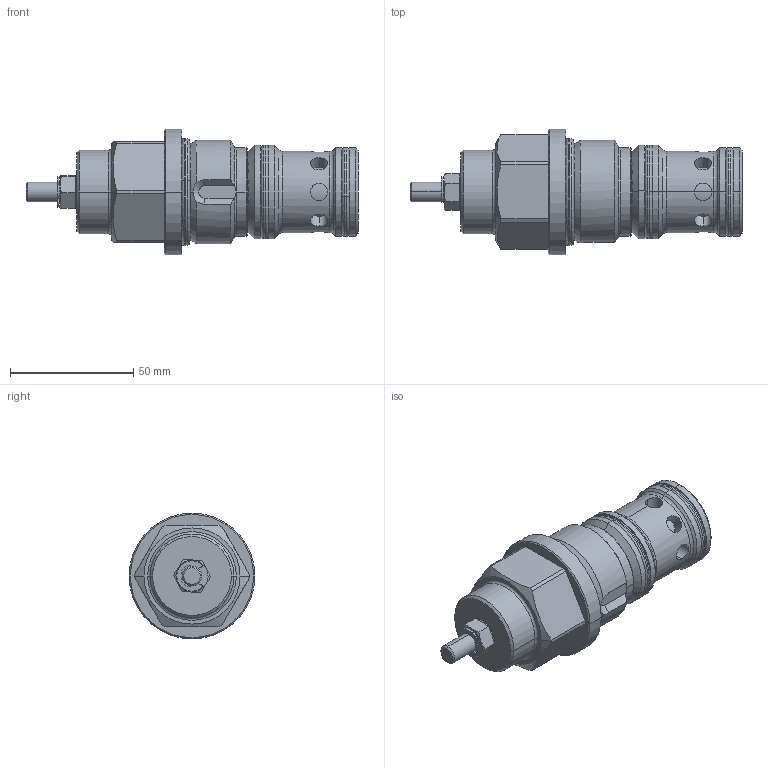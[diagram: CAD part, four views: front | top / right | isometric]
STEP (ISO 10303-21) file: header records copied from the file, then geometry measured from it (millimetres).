
FILE_DESCRIPTION (( 'STEP AP214' ), '1' );
FILE_NAME ('453.F5_Kunde.STEP', '2017-02-22T14:12:32', ( 'user' ), ( '' ), 'SwSTEP 2.0', 'SolidWorks 2016', '' );
FILE_SCHEMA (( 'AUTOMOTIVE_DESIGN' ));
Length unit declared in the file: millimetre
Products named in the file (1): 453.F5_Kunde
Bounding box: 134.67 x 51 x 51 mm (x, y, z)
Volume: 134820.5 mm3; surface area: 23831.9 mm2
Topology: 5 solids, 5 shells, 198 faces, 443 edges, 267 vertices
Faces by surface type: cylinder 84, plane 43, torus 40, cone 31
Entity records: 6712 total; most frequent: CARTESIAN_POINT 2159, DIRECTION 998, ORIENTED_EDGE 886, EDGE_CURVE 443, AXIS2_PLACEMENT_3D 422, VERTEX_POINT 267, CIRCLE 223, EDGE_LOOP 216
